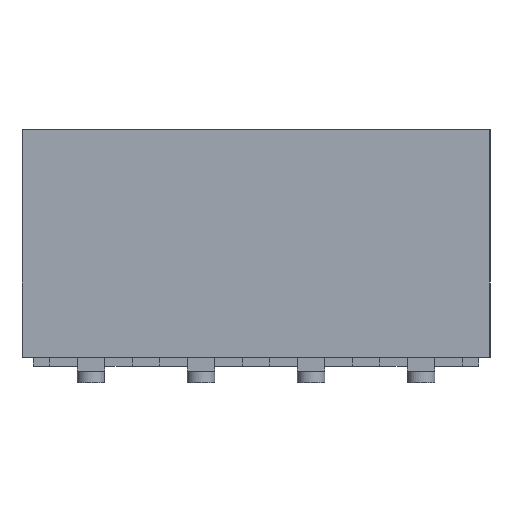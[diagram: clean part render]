
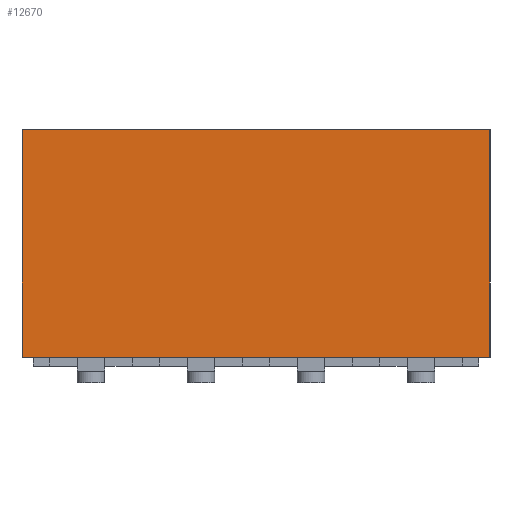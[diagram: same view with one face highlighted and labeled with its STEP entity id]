
A CAD part, left-side view. The second image highlights one B-rep face of the part: STEP entity #12670.
In plain terms, the highlighted face is planar.
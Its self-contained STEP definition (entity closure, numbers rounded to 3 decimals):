
#1656=LINE('',#21565,#3040);
#1657=LINE('',#21568,#3041);
#1658=LINE('',#21570,#3042);
#1659=LINE('',#21572,#3043);
#3040=VECTOR('',#17220,1000.);
#3041=VECTOR('',#17221,1000.);
#3042=VECTOR('',#17222,1000.);
#3043=VECTOR('',#17223,1000.);
#6545=ORIENTED_EDGE('',*,*,#8560,.F.);
#6546=ORIENTED_EDGE('',*,*,#8561,.F.);
#6547=ORIENTED_EDGE('',*,*,#8562,.F.);
#6548=ORIENTED_EDGE('',*,*,#8563,.F.);
#8560=EDGE_CURVE('',#9772,#9773,#1656,.T.);
#8561=EDGE_CURVE('',#9774,#9772,#1657,.T.);
#8562=EDGE_CURVE('',#9775,#9774,#1658,.T.);
#8563=EDGE_CURVE('',#9773,#9775,#1659,.T.);
#9772=VERTEX_POINT('',#21566);
#9773=VERTEX_POINT('',#21567);
#9774=VERTEX_POINT('',#21569);
#9775=VERTEX_POINT('',#21571);
#10811=EDGE_LOOP('',(#6545,#6546,#6547,#6548));
#11511=FACE_BOUND('',#10811,.T.);
#11987=PLANE('',#13809);
#12670=ADVANCED_FACE('',(#11511),#11987,.F.);
#13809=AXIS2_PLACEMENT_3D('',#21564,#17218,#17219);
#17218=DIRECTION('',(0.,1.,0.));
#17219=DIRECTION('',(0.,0.,1.));
#17220=DIRECTION('',(0.,0.,1.));
#17221=DIRECTION('',(-1.,0.,0.));
#17222=DIRECTION('',(0.,0.,-1.));
#17223=DIRECTION('',(1.,0.,0.));
#21564=CARTESIAN_POINT('',(0.,-2.,0.));
#21565=CARTESIAN_POINT('',(-4.25,-2.,-2.07));
#21566=CARTESIAN_POINT('',(-4.25,-2.,-2.07));
#21567=CARTESIAN_POINT('',(-4.25,-2.,2.07));
#21568=CARTESIAN_POINT('',(4.25,-2.,-2.07));
#21569=CARTESIAN_POINT('',(4.25,-2.,-2.07));
#21570=CARTESIAN_POINT('',(4.25,-2.,2.07));
#21571=CARTESIAN_POINT('',(4.25,-2.,2.07));
#21572=CARTESIAN_POINT('',(-4.25,-2.,2.07));
